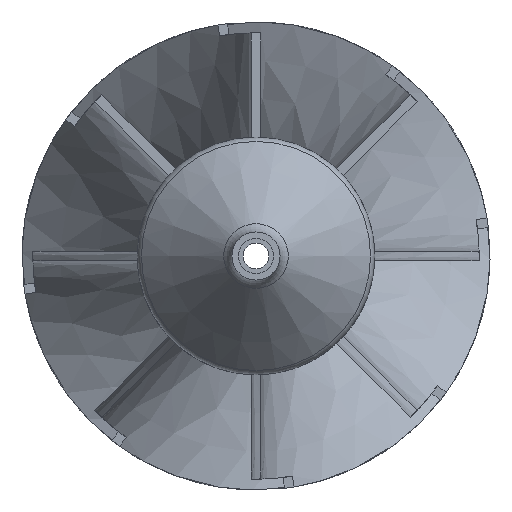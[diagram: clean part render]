
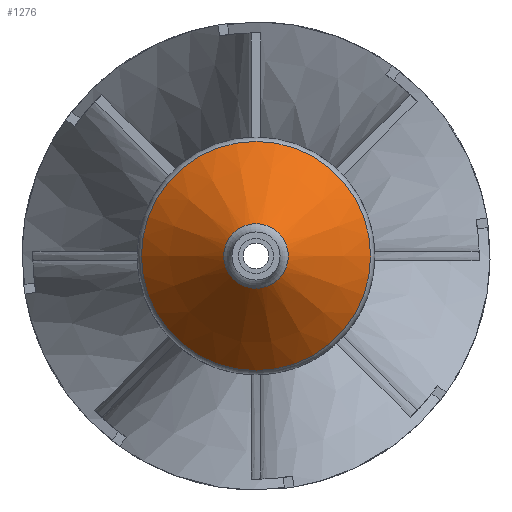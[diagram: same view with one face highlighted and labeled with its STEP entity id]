
A CAD part, left-side view. The second image highlights one B-rep face of the part: STEP entity #1276.
In plain terms, the highlighted conical face has half-angle 42 degrees and reference radius 22.25 mm.
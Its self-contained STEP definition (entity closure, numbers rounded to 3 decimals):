
#163=LINE('',#1756,#222);
#222=VECTOR('',#1488,22.25);
#281=CONICAL_SURFACE('',#1373,22.25,0.733);
#284=FACE_OUTER_BOUND('',#356,.T.);
#356=EDGE_LOOP('',(#817,#818,#819,#820,#821,#822));
#434=CIRCLE('',#1370,35.716);
#435=CIRCLE('',#1371,35.716);
#437=CIRCLE('',#1374,10.069);
#438=CIRCLE('',#1375,10.069);
#492=VERTEX_POINT('',#1748);
#493=VERTEX_POINT('',#1750);
#494=VERTEX_POINT('',#1755);
#495=VERTEX_POINT('',#1757);
#619=EDGE_CURVE('',#493,#492,#434,.T.);
#620=EDGE_CURVE('',#492,#493,#435,.T.);
#622=EDGE_CURVE('',#493,#494,#163,.T.);
#623=EDGE_CURVE('',#494,#495,#437,.T.);
#624=EDGE_CURVE('',#495,#494,#438,.T.);
#817=ORIENTED_EDGE('',*,*,#619,.T.);
#818=ORIENTED_EDGE('',*,*,#620,.T.);
#819=ORIENTED_EDGE('',*,*,#622,.T.);
#820=ORIENTED_EDGE('',*,*,#623,.T.);
#821=ORIENTED_EDGE('',*,*,#624,.T.);
#822=ORIENTED_EDGE('',*,*,#622,.F.);
#1276=ADVANCED_FACE('',(#284),#281,.T.);
#1370=AXIS2_PLACEMENT_3D('',#1751,#1480,#1481);
#1371=AXIS2_PLACEMENT_3D('',#1752,#1482,#1483);
#1373=AXIS2_PLACEMENT_3D('',#1754,#1486,#1487);
#1374=AXIS2_PLACEMENT_3D('',#1758,#1489,#1490);
#1375=AXIS2_PLACEMENT_3D('',#1759,#1491,#1492);
#1480=DIRECTION('center_axis',(-1.,0.,0.));
#1481=DIRECTION('ref_axis',(0.,-1.,0.));
#1482=DIRECTION('center_axis',(-1.,0.,0.));
#1483=DIRECTION('ref_axis',(0.,-1.,0.));
#1486=DIRECTION('center_axis',(1.,0.,0.));
#1487=DIRECTION('ref_axis',(0.,1.,0.));
#1488=DIRECTION('',(-0.743,0.669,0.));
#1489=DIRECTION('center_axis',(1.,0.,0.));
#1490=DIRECTION('ref_axis',(0.,-1.,0.));
#1491=DIRECTION('center_axis',(1.,0.,0.));
#1492=DIRECTION('ref_axis',(0.,-1.,0.));
#1748=CARTESIAN_POINT('',(241.016,228.585,-35.701));
#1750=CARTESIAN_POINT('',(241.016,192.87,0.015));
#1751=CARTESIAN_POINT('Origin',(241.016,228.585,0.015));
#1752=CARTESIAN_POINT('Origin',(241.016,228.585,0.015));
#1754=CARTESIAN_POINT('Origin',(226.061,228.585,0.015));
#1755=CARTESIAN_POINT('',(212.532,218.517,0.015));
#1756=CARTESIAN_POINT('',(226.061,206.335,0.015));
#1757=CARTESIAN_POINT('',(212.532,228.585,-10.054));
#1758=CARTESIAN_POINT('Origin',(212.532,228.585,0.015));
#1759=CARTESIAN_POINT('Origin',(212.532,228.585,0.015));
